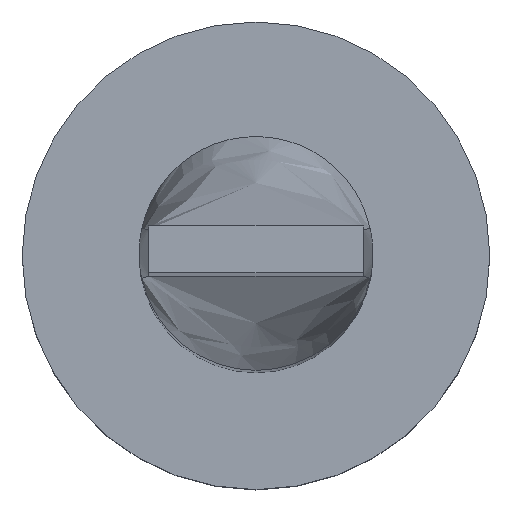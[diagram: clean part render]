
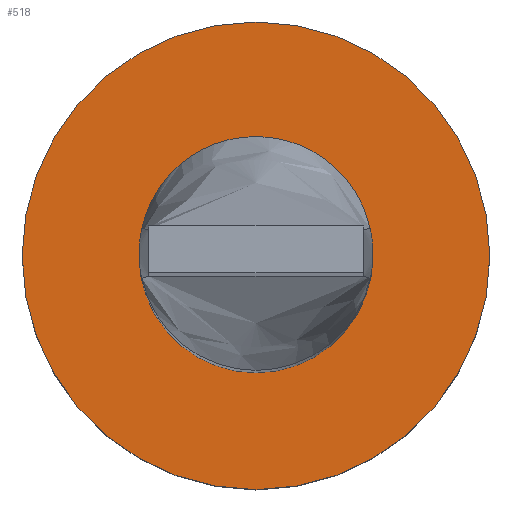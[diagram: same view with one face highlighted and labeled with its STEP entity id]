
A CAD part, top view. The second image highlights one B-rep face of the part: STEP entity #518.
In plain terms, the highlighted planar face has unit normal (0, 0, 1).
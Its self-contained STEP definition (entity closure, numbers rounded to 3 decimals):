
#17 = CARTESIAN_POINT ( 'NONE',  ( 0., 0., 5. ) ) ;
#27 = CARTESIAN_POINT ( 'NONE',  ( 6., 0., 5. ) ) ;
#30 = DIRECTION ( 'NONE',  ( 1., 0., 0. ) ) ;
#31 = CIRCLE ( 'NONE', #392, 6. ) ;
#51 = ORIENTED_EDGE ( 'NONE', *, *, #326, .F. ) ;
#54 = DIRECTION ( 'NONE',  ( 1., 0., 0. ) ) ;
#95 = DIRECTION ( 'NONE',  ( 0., 0., 1. ) ) ;
#106 = CIRCLE ( 'NONE', #170, 3. ) ;
#111 = CARTESIAN_POINT ( 'NONE',  ( 0., 0., 5. ) ) ;
#124 = AXIS2_PLACEMENT_3D ( 'NONE', #111, #297, #30 ) ;
#149 = CARTESIAN_POINT ( 'NONE',  ( 0., 0., 5. ) ) ;
#162 = PLANE ( 'NONE',  #124 ) ;
#166 = CARTESIAN_POINT ( 'NONE',  ( 0., 0., 5. ) ) ;
#168 = VERTEX_POINT ( 'NONE', #27 ) ;
#170 = AXIS2_PLACEMENT_3D ( 'NONE', #149, #408, #542 ) ;
#192 = AXIS2_PLACEMENT_3D ( 'NONE', #166, #425, #201 ) ;
#201 = DIRECTION ( 'NONE',  ( 1., 0., 0. ) ) ;
#223 = ORIENTED_EDGE ( 'NONE', *, *, #428, .F. ) ;
#244 = CARTESIAN_POINT ( 'NONE',  ( 0., 0., 5. ) ) ;
#293 = FACE_BOUND ( 'NONE', #348, .T. ) ;
#297 = DIRECTION ( 'NONE',  ( 0., 0., 1. ) ) ;
#300 = CARTESIAN_POINT ( 'NONE',  ( 3., 0., 5. ) ) ;
#324 = AXIS2_PLACEMENT_3D ( 'NONE', #244, #548, #454 ) ;
#326 = EDGE_CURVE ( 'NONE', #400, #578, #531, .T. ) ;
#332 = CARTESIAN_POINT ( 'NONE',  ( -6., 0., 5. ) ) ;
#334 = VERTEX_POINT ( 'NONE', #332 ) ;
#348 = EDGE_LOOP ( 'NONE', ( #51, #223 ) ) ;
#355 = EDGE_CURVE ( 'NONE', #334, #168, #31, .T. ) ;
#392 = AXIS2_PLACEMENT_3D ( 'NONE', #17, #95, #54 ) ;
#400 = VERTEX_POINT ( 'NONE', #452 ) ;
#405 = EDGE_LOOP ( 'NONE', ( #570, #447 ) ) ;
#408 = DIRECTION ( 'NONE',  ( 0., 0., 1. ) ) ;
#425 = DIRECTION ( 'NONE',  ( 0., 0., 1. ) ) ;
#428 = EDGE_CURVE ( 'NONE', #578, #400, #106, .T. ) ;
#447 = ORIENTED_EDGE ( 'NONE', *, *, #502, .T. ) ;
#452 = CARTESIAN_POINT ( 'NONE',  ( -3., 0., 5. ) ) ;
#454 = DIRECTION ( 'NONE',  ( 1., 0., 0. ) ) ;
#469 = FACE_OUTER_BOUND ( 'NONE', #405, .T. ) ;
#477 = CIRCLE ( 'NONE', #192, 6. ) ;
#502 = EDGE_CURVE ( 'NONE', #168, #334, #477, .T. ) ;
#518 = ADVANCED_FACE ( 'NONE', ( #293, #469 ), #162, .T. ) ;
#531 = CIRCLE ( 'NONE', #324, 3. ) ;
#542 = DIRECTION ( 'NONE',  ( 1., 0., 0. ) ) ;
#548 = DIRECTION ( 'NONE',  ( 0., 0., 1. ) ) ;
#570 = ORIENTED_EDGE ( 'NONE', *, *, #355, .T. ) ;
#578 = VERTEX_POINT ( 'NONE', #300 ) ;
